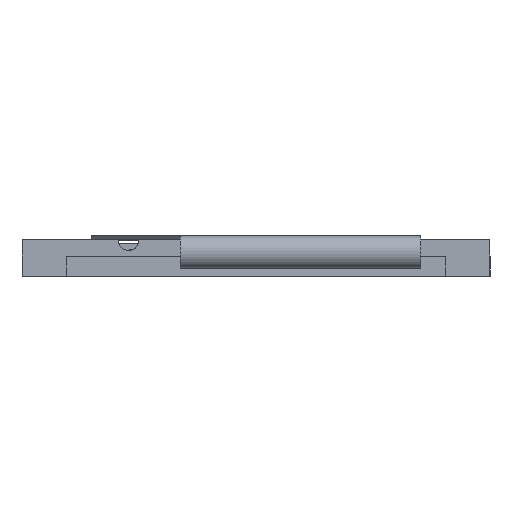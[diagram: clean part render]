
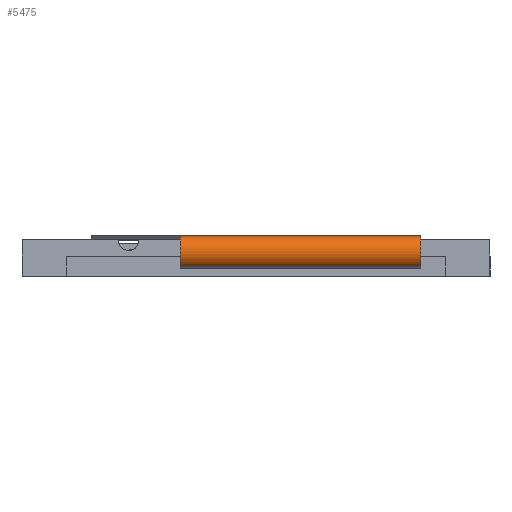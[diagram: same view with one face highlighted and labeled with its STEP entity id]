
A CAD part, left-side view. The second image highlights one B-rep face of the part: STEP entity #5475.
In plain terms, the highlighted cylindrical face has radius 0.624 mm (diameter 1.248 mm), a partial arc.
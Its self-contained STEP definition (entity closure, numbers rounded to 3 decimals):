
#50=CYLINDRICAL_SURFACE('',#5859,0.624);
#248=FACE_OUTER_BOUND('',#531,.T.);
#531=EDGE_LOOP('',(#3930,#3931,#3932,#3933));
#723=CIRCLE('',#5755,0.624);
#727=CIRCLE('',#5760,0.624);
#1174=LINE('',#8364,#1785);
#1175=LINE('',#8365,#1786);
#1785=VECTOR('',#6747,1000.);
#1786=VECTOR('',#6748,1000.);
#2144=VERTEX_POINT('',#7847);
#2145=VERTEX_POINT('',#7849);
#2146=VERTEX_POINT('',#7855);
#2147=VERTEX_POINT('',#7857);
#2648=EDGE_CURVE('',#2145,#2144,#723,.T.);
#2653=EDGE_CURVE('',#2147,#2146,#727,.F.);
#2908=EDGE_CURVE('',#2144,#2147,#1174,.T.);
#2909=EDGE_CURVE('',#2145,#2146,#1175,.T.);
#3930=ORIENTED_EDGE('',*,*,#2908,.T.);
#3931=ORIENTED_EDGE('',*,*,#2653,.T.);
#3932=ORIENTED_EDGE('',*,*,#2909,.F.);
#3933=ORIENTED_EDGE('',*,*,#2648,.T.);
#5475=ADVANCED_FACE('',(#248),#50,.T.);
#5755=AXIS2_PLACEMENT_3D('',#7850,#6283,#6284);
#5760=AXIS2_PLACEMENT_3D('',#7858,#6294,#6295);
#5859=AXIS2_PLACEMENT_3D('',#8363,#6745,#6746);
#6283=DIRECTION('center_axis',(1.,0.,0.));
#6284=DIRECTION('ref_axis',(0.,1.,0.));
#6294=DIRECTION('center_axis',(1.,0.,0.));
#6295=DIRECTION('ref_axis',(0.,1.,0.));
#6745=DIRECTION('center_axis',(1.,0.,0.));
#6746=DIRECTION('ref_axis',(0.,-0.948,-0.319));
#6747=DIRECTION('',(1.,0.,0.));
#6748=DIRECTION('',(1.,0.,0.));
#7847=CARTESIAN_POINT('',(-6.259,0.042,0.));
#7849=CARTESIAN_POINT('',(-6.259,-0.335,1.121));
#7850=CARTESIAN_POINT('Origin',(-6.259,0.042,0.624));
#7855=CARTESIAN_POINT('',(2.758,-0.335,1.121));
#7857=CARTESIAN_POINT('',(2.758,0.042,0.));
#7858=CARTESIAN_POINT('Origin',(2.758,0.042,0.624));
#8363=CARTESIAN_POINT('Origin',(-6.259,0.042,0.624));
#8364=CARTESIAN_POINT('',(-6.259,0.042,0.));
#8365=CARTESIAN_POINT('',(-6.259,-0.335,1.121));
